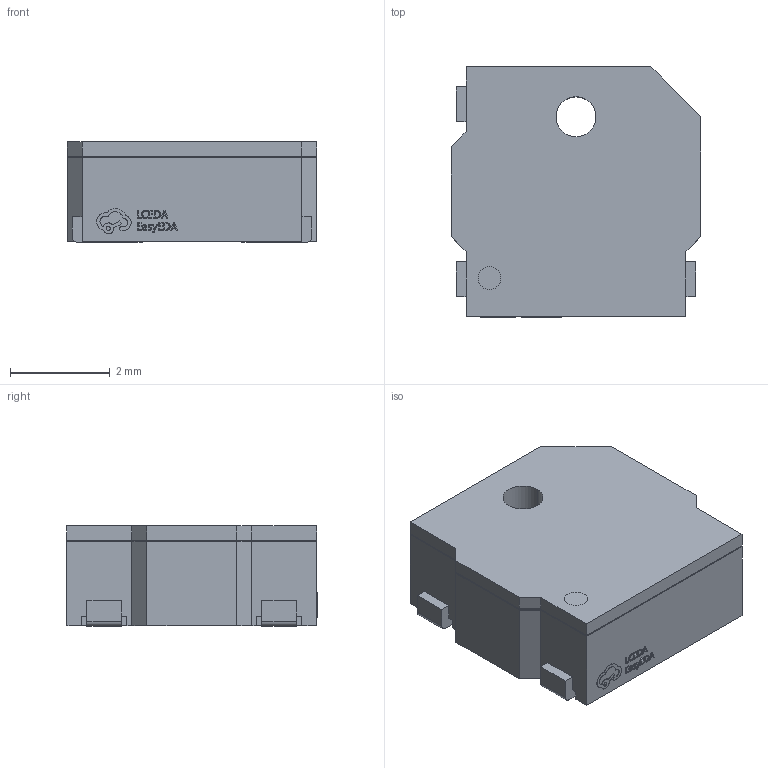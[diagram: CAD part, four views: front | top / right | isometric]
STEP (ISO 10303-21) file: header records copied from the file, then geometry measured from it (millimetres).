
FILE_DESCRIPTION (( 'STEP AP214' ), '1' );
FILE_NAME ('BUZ-SMD_3P_L5.0-W5.0-P3.50-TL.step', '2022-06-24T01:34:51', ( '' ), ( '' ), 'SwSTEP 2.0', 'SolidWorks 2020', '' );
FILE_SCHEMA (( 'AUTOMOTIVE_DESIGN' ));
Length unit declared in the file: millimetre
Products named in the file (1): BUZ-SMD_3P_L5.0-W5.0-P3.50-TL
Bounding box: 5 x 5.01 x 2.01 mm (x, y, z)
Volume: 45.3 mm3; surface area: 101.6 mm2
Topology: 4 solids, 4 shells, 370 faces, 993 edges, 662 vertices
Faces by surface type: plane 247, bspline 112, cylinder 11
Entity records: 16786 total; most frequent: CARTESIAN_POINT 4130, ORIENTED_EDGE 1986, DIRECTION 1305, EDGE_CURVE 993, VECTOR 743, LINE 743, VERTEX_POINT 662, EDGE_LOOP 403
